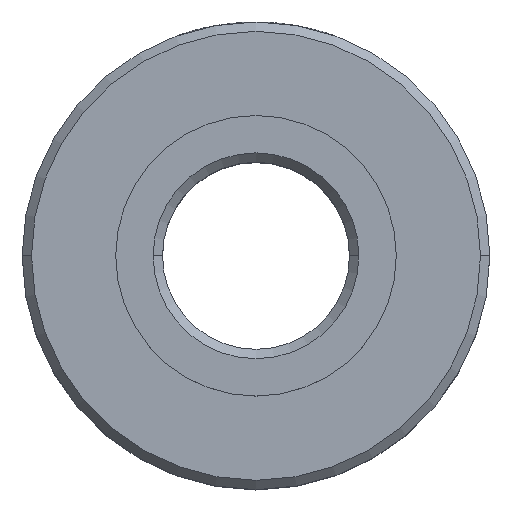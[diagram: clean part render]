
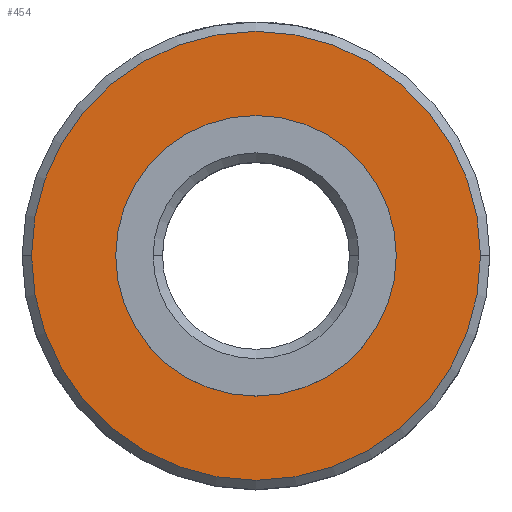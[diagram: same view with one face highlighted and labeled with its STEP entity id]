
A CAD part, top view. The second image highlights one B-rep face of the part: STEP entity #454.
In plain terms, the highlighted planar face has unit normal (0, 0, 1).
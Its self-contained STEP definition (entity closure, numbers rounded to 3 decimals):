
#8 = CIRCLE ( 'NONE', #340, 3. ) ;
#109 = CARTESIAN_POINT ( 'NONE',  ( 4.8, 0., 4.7 ) ) ;
#124 = AXIS2_PLACEMENT_3D ( 'NONE', #1256, #379, #1392 ) ;
#140 = AXIS2_PLACEMENT_3D ( 'NONE', #1669, #820, #1813 ) ;
#204 = CARTESIAN_POINT ( 'NONE',  ( -3., 0., 4.7 ) ) ;
#290 = ORIENTED_EDGE ( 'NONE', *, *, #1061, .T. ) ;
#315 = DIRECTION ( 'NONE',  ( 0., 0., 1. ) ) ;
#340 = AXIS2_PLACEMENT_3D ( 'NONE', #1199, #315, #1339 ) ;
#379 = DIRECTION ( 'NONE',  ( 0., 0., 1. ) ) ;
#403 = CARTESIAN_POINT ( 'NONE',  ( 0., 0., 4.7 ) ) ;
#443 = AXIS2_PLACEMENT_3D ( 'NONE', #403, #1414, #546 ) ;
#454 = ADVANCED_FACE ( 'NONE', ( #987, #583 ), #1555, .T. ) ;
#499 = AXIS2_PLACEMENT_3D ( 'NONE', #1415, #1697, #850 ) ;
#546 = DIRECTION ( 'NONE',  ( 1., 0., 0. ) ) ;
#583 = FACE_BOUND ( 'NONE', #1352, .T. ) ;
#640 = ORIENTED_EDGE ( 'NONE', *, *, #862, .F. ) ;
#692 = EDGE_CURVE ( 'NONE', #1128, #1253, #1686, .T. ) ;
#777 = VERTEX_POINT ( 'NONE', #1292 ) ;
#820 = DIRECTION ( 'NONE',  ( 0., 0., 1. ) ) ;
#850 = DIRECTION ( 'NONE',  ( 1., 0., 0. ) ) ;
#862 = EDGE_CURVE ( 'NONE', #777, #979, #8, .T. ) ;
#944 = CIRCLE ( 'NONE', #124, 4.8 ) ;
#979 = VERTEX_POINT ( 'NONE', #204 ) ;
#987 = FACE_OUTER_BOUND ( 'NONE', #1473, .T. ) ;
#1061 = EDGE_CURVE ( 'NONE', #1253, #1128, #944, .T. ) ;
#1079 = EDGE_CURVE ( 'NONE', #979, #777, #1683, .T. ) ;
#1128 = VERTEX_POINT ( 'NONE', #109 ) ;
#1199 = CARTESIAN_POINT ( 'NONE',  ( 0., 0., 4.7 ) ) ;
#1253 = VERTEX_POINT ( 'NONE', #1271 ) ;
#1256 = CARTESIAN_POINT ( 'NONE',  ( 0., 0., 4.7 ) ) ;
#1271 = CARTESIAN_POINT ( 'NONE',  ( -4.8, 0., 4.7 ) ) ;
#1276 = ORIENTED_EDGE ( 'NONE', *, *, #1079, .F. ) ;
#1292 = CARTESIAN_POINT ( 'NONE',  ( 3., 0., 4.7 ) ) ;
#1339 = DIRECTION ( 'NONE',  ( 1., 0., 0. ) ) ;
#1352 = EDGE_LOOP ( 'NONE', ( #640, #1276 ) ) ;
#1392 = DIRECTION ( 'NONE',  ( 1., 0., 0. ) ) ;
#1414 = DIRECTION ( 'NONE',  ( 0., 0., 1. ) ) ;
#1415 = CARTESIAN_POINT ( 'NONE',  ( 0., 0., 4.7 ) ) ;
#1473 = EDGE_LOOP ( 'NONE', ( #290, #1738 ) ) ;
#1555 = PLANE ( 'NONE',  #499 ) ;
#1669 = CARTESIAN_POINT ( 'NONE',  ( 0., 0., 4.7 ) ) ;
#1683 = CIRCLE ( 'NONE', #140, 3. ) ;
#1686 = CIRCLE ( 'NONE', #443, 4.8 ) ;
#1697 = DIRECTION ( 'NONE',  ( 0., 0., 1. ) ) ;
#1738 = ORIENTED_EDGE ( 'NONE', *, *, #692, .T. ) ;
#1813 = DIRECTION ( 'NONE',  ( 1., 0., 0. ) ) ;
